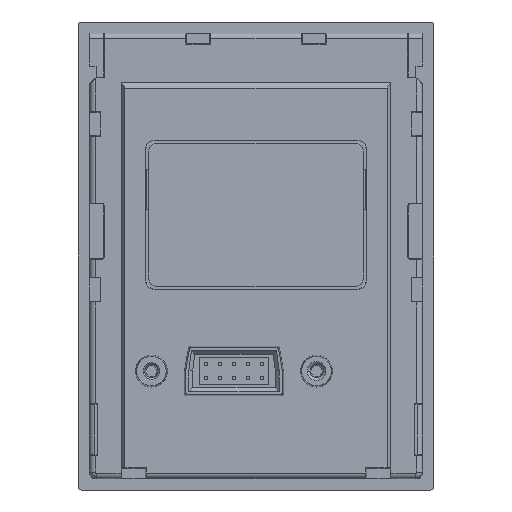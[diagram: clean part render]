
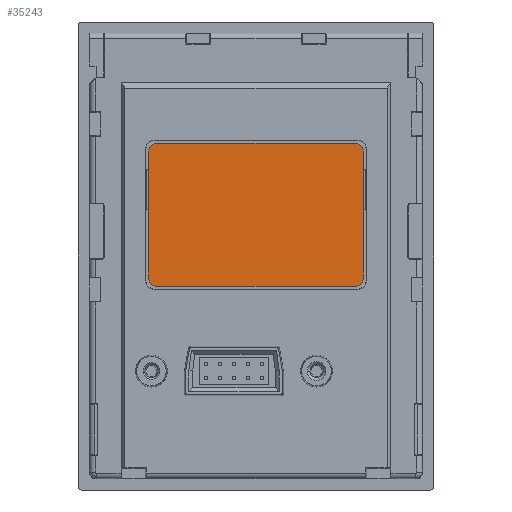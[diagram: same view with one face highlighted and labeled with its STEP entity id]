
A CAD part, front view. The second image highlights one B-rep face of the part: STEP entity #35243.
In plain terms, the highlighted planar face has unit normal (0, -1, 0).
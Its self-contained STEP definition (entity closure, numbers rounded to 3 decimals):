
#11965=CARTESIAN_POINT('',(-18.,-5.4,19.));
#11966=DIRECTION('',(0.,-1.,0.));
#11967=DIRECTION('',(0.,0.,1.));
#11968=AXIS2_PLACEMENT_3D('',#11965,#11966,#11967);
#11970=DIRECTION('',(-1.,0.,0.));
#11971=VECTOR('',#11970,36.);
#11972=CARTESIAN_POINT('',(18.,-5.4,20.5));
#11973=LINE('',#11972,#11971);
#11974=CARTESIAN_POINT('',(18.,-5.4,19.));
#11975=DIRECTION('',(0.,-1.,0.));
#11976=DIRECTION('',(1.,0.,0.));
#11977=AXIS2_PLACEMENT_3D('',#11974,#11975,#11976);
#11979=DIRECTION('',(0.,0.,1.));
#11980=VECTOR('',#11979,23.);
#11981=CARTESIAN_POINT('',(19.5,-5.4,-4.));
#11982=LINE('',#11981,#11980);
#11983=CARTESIAN_POINT('',(18.,-5.4,-4.));
#11984=DIRECTION('',(0.,-1.,0.));
#11985=DIRECTION('',(0.,0.,-1.));
#11986=AXIS2_PLACEMENT_3D('',#11983,#11984,#11985);
#11988=DIRECTION('',(1.,0.,0.));
#11989=VECTOR('',#11988,36.);
#11990=CARTESIAN_POINT('',(-18.,-5.4,-5.5));
#11991=LINE('',#11990,#11989);
#11992=CARTESIAN_POINT('',(-18.,-5.4,-4.));
#11993=DIRECTION('',(0.,-1.,0.));
#11994=DIRECTION('',(-1.,0.,0.));
#11995=AXIS2_PLACEMENT_3D('',#11992,#11993,#11994);
#11997=DIRECTION('',(0.,0.,-1.));
#11998=VECTOR('',#11997,23.);
#11999=CARTESIAN_POINT('',(-19.5,-5.4,19.));
#12000=LINE('',#11999,#11998);
#13904=CARTESIAN_POINT('',(-18.,-5.4,20.5));
#13905=CARTESIAN_POINT('',(-19.5,-5.4,19.));
#13906=VERTEX_POINT('',#13904);
#13907=VERTEX_POINT('',#13905);
#13908=CARTESIAN_POINT('',(18.,-5.4,20.5));
#13909=VERTEX_POINT('',#13908);
#13910=CARTESIAN_POINT('',(19.5,-5.4,19.));
#13911=VERTEX_POINT('',#13910);
#13912=CARTESIAN_POINT('',(19.5,-5.4,-4.));
#13913=VERTEX_POINT('',#13912);
#13914=CARTESIAN_POINT('',(18.,-5.4,-5.5));
#13915=VERTEX_POINT('',#13914);
#13916=CARTESIAN_POINT('',(-18.,-5.4,-5.5));
#13917=VERTEX_POINT('',#13916);
#13918=CARTESIAN_POINT('',(-19.5,-5.4,-4.));
#13919=VERTEX_POINT('',#13918);
#35228=CARTESIAN_POINT('',(0.,-5.4,0.));
#35229=DIRECTION('',(0.,1.,0.));
#35230=DIRECTION('',(0.,0.,-1.));
#35231=AXIS2_PLACEMENT_3D('',#35228,#35229,#35230);
#35232=PLANE('',#35231);
#35233=ORIENTED_EDGE('',*,*,#35075,.F.);
#35234=ORIENTED_EDGE('',*,*,#35096,.F.);
#35235=ORIENTED_EDGE('',*,*,#35117,.F.);
#35236=ORIENTED_EDGE('',*,*,#35142,.F.);
#35237=ORIENTED_EDGE('',*,*,#35195,.F.);
#35238=ORIENTED_EDGE('',*,*,#35209,.F.);
#35239=ORIENTED_EDGE('',*,*,#35222,.F.);
#35240=ORIENTED_EDGE('',*,*,#35049,.F.);
#35241=EDGE_LOOP('',(#35233,#35234,#35235,#35236,#35237,#35238,#35239,#35240));
#35242=FACE_OUTER_BOUND('',#35241,.F.);
#11969=CIRCLE('',#11968,1.5);
#11978=CIRCLE('',#11977,1.5);
#11987=CIRCLE('',#11986,1.5);
#11996=CIRCLE('',#11995,1.5);
#35049=EDGE_CURVE('',#13907,#13919,#12000,.T.);
#35075=EDGE_CURVE('',#13906,#13907,#11969,.T.);
#35096=EDGE_CURVE('',#13909,#13906,#11973,.T.);
#35117=EDGE_CURVE('',#13911,#13909,#11978,.T.);
#35142=EDGE_CURVE('',#13913,#13911,#11982,.T.);
#35195=EDGE_CURVE('',#13915,#13913,#11987,.T.);
#35209=EDGE_CURVE('',#13917,#13915,#11991,.T.);
#35222=EDGE_CURVE('',#13919,#13917,#11996,.T.);
#35243=ADVANCED_FACE('',(#35242),#35232,.F.);
